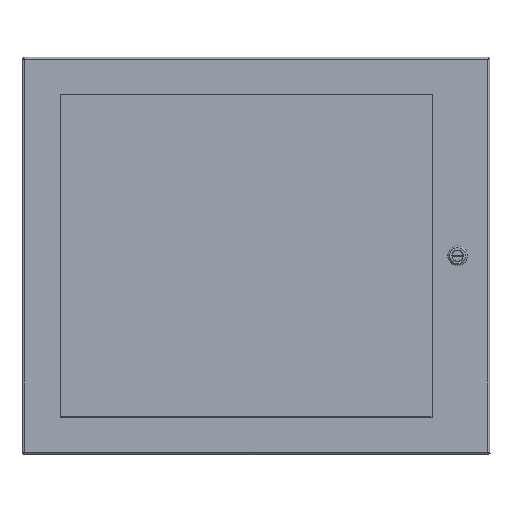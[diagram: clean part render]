
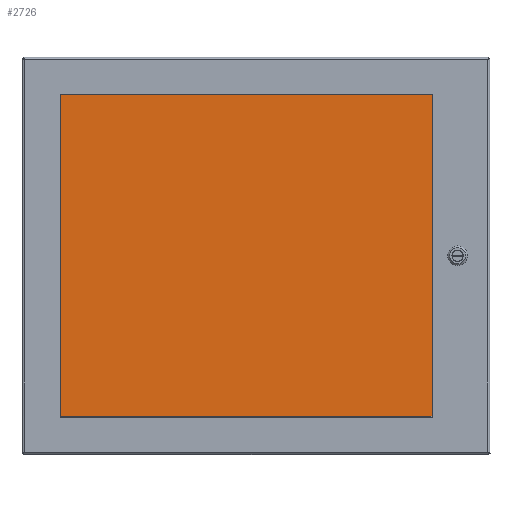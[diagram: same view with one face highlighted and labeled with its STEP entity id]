
A CAD part, front view. The second image highlights one B-rep face of the part: STEP entity #2726.
In plain terms, the highlighted planar face has unit normal (0, -1, 0).
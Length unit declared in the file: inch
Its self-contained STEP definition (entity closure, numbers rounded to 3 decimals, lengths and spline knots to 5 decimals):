
#44 = CARTESIAN_POINT ( 'NONE',  ( 9.8305, -1.796, -2.059 ) ) ;
#483 = VERTEX_POINT ( 'NONE', #9110 ) ;
#2726 = ADVANCED_FACE ( 'NONE', ( #7795 ), #20156, .T. ) ;
#3596 = VECTOR ( 'NONE', #37093, 39.37008 ) ;
#4744 = CARTESIAN_POINT ( 'NONE',  ( 10.2055, -1.796, -20.434 ) ) ;
#7795 = FACE_OUTER_BOUND ( 'NONE', #29097, .T. ) ;
#8787 = LINE ( 'NONE', #33065, #20058 ) ;
#9110 = CARTESIAN_POINT ( 'NONE',  ( -10.9195, -1.796, -20.059 ) ) ;
#10030 = CARTESIAN_POINT ( 'NONE',  ( 9.8305, -1.796, -2.059 ) ) ;
#10737 = DIRECTION ( 'NONE',  ( 0., 0., 1. ) ) ;
#11427 = VECTOR ( 'NONE', #14253, 39.37008 ) ;
#11746 = ORIENTED_EDGE ( 'NONE', *, *, #22505, .F. ) ;
#12011 = LINE ( 'NONE', #36694, #11427 ) ;
#12067 = EDGE_CURVE ( 'NONE', #15882, #34236, #30430, .T. ) ;
#14253 = DIRECTION ( 'NONE',  ( -1., 0., 0. ) ) ;
#14973 = CARTESIAN_POINT ( 'NONE',  ( -10.9195, -1.796, -2.059 ) ) ;
#15882 = VERTEX_POINT ( 'NONE', #14973 ) ;
#17135 = DIRECTION ( 'NONE',  ( 0., -1., 0. ) ) ;
#17396 = AXIS2_PLACEMENT_3D ( 'NONE', #4744, #17135, #33897 ) ;
#20058 = VECTOR ( 'NONE', #39360, 39.37008 ) ;
#20156 = PLANE ( 'NONE',  #17396 ) ;
#22107 = VECTOR ( 'NONE', #10737, 39.37008 ) ;
#22505 = EDGE_CURVE ( 'NONE', #34001, #483, #12011, .T. ) ;
#26725 = LINE ( 'NONE', #38453, #22107 ) ;
#26919 = ORIENTED_EDGE ( 'NONE', *, *, #36573, .F. ) ;
#27144 = ORIENTED_EDGE ( 'NONE', *, *, #12067, .F. ) ;
#29097 = EDGE_LOOP ( 'NONE', ( #26919, #11746, #33776, #27144 ) ) ;
#29481 = CARTESIAN_POINT ( 'NONE',  ( 9.8305, -1.796, -20.059 ) ) ;
#30430 = LINE ( 'NONE', #44, #3596 ) ;
#30955 = EDGE_CURVE ( 'NONE', #34236, #34001, #8787, .T. ) ;
#33065 = CARTESIAN_POINT ( 'NONE',  ( 9.8305, -1.796, -20.059 ) ) ;
#33776 = ORIENTED_EDGE ( 'NONE', *, *, #30955, .F. ) ;
#33897 = DIRECTION ( 'NONE',  ( 0., 0., 1. ) ) ;
#34001 = VERTEX_POINT ( 'NONE', #29481 ) ;
#34236 = VERTEX_POINT ( 'NONE', #10030 ) ;
#36573 = EDGE_CURVE ( 'NONE', #483, #15882, #26725, .T. ) ;
#36694 = CARTESIAN_POINT ( 'NONE',  ( -10.9195, -1.796, -20.059 ) ) ;
#37093 = DIRECTION ( 'NONE',  ( 1., 0., 0. ) ) ;
#38453 = CARTESIAN_POINT ( 'NONE',  ( -10.9195, -1.796, -2.059 ) ) ;
#39360 = DIRECTION ( 'NONE',  ( 0., 0., -1. ) ) ;
